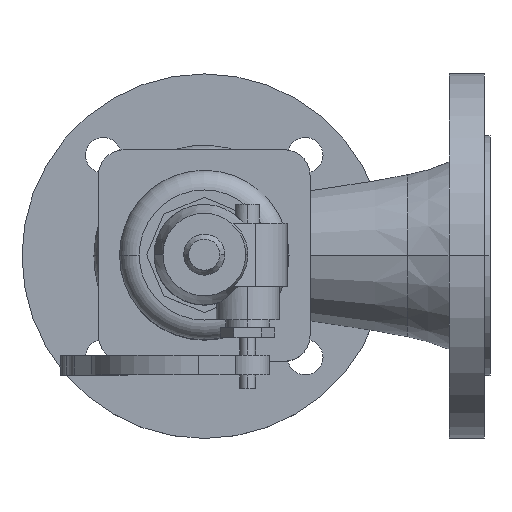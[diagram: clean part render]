
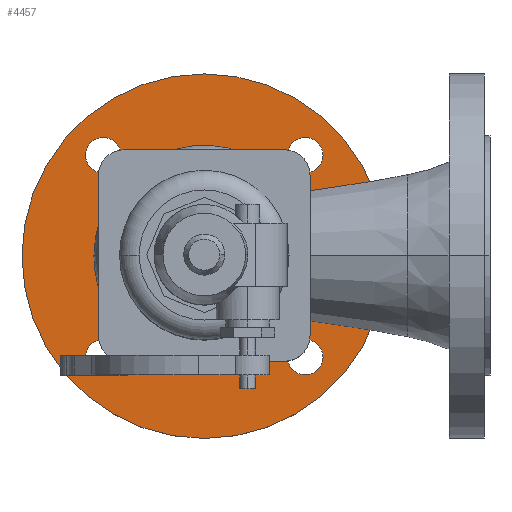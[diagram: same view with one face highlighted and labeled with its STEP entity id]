
A CAD part, top view. The second image highlights one B-rep face of the part: STEP entity #4457.
In plain terms, the highlighted planar face has unit normal (0, 0, 1).
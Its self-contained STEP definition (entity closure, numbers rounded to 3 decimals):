
#1811=CARTESIAN_POINT('',(-92.5,0.,20.8));
#1812=VERTEX_POINT('',#1811);
#1813=CARTESIAN_POINT('',(92.5,-0.,20.8));
#1814=VERTEX_POINT('',#1813);
#1815=CARTESIAN_POINT('',(0.,-0.,20.8));
#1816=DIRECTION('',(-0.,0.,-1.));
#1817=DIRECTION('',(-1.,0.,0.));
#1818=AXIS2_PLACEMENT_3D('',#1815,#1816,#1817);
#1819=CIRCLE('',#1818,92.5);
#1820=EDGE_CURVE('',#1812,#1814,#1819,.T.);
#1864=CARTESIAN_POINT('',(-47.5,-0.,20.8));
#1865=VERTEX_POINT('',#1864);
#1872=CARTESIAN_POINT('',(47.5,-0.,20.8));
#1873=VERTEX_POINT('',#1872);
#1874=CARTESIAN_POINT('',(0.,-0.,20.8));
#1875=DIRECTION('',(0.,0.,-1.));
#1876=DIRECTION('',(-1.,0.,0.));
#1877=AXIS2_PLACEMENT_3D('',#1874,#1875,#1876);
#1878=CIRCLE('',#1877,47.5);
#1879=EDGE_CURVE('',#1873,#1865,#1878,.T.);
#3758=CARTESIAN_POINT('',(42.265,51.265,20.8));
#3759=VERTEX_POINT('',#3758);
#3766=CARTESIAN_POINT('',(60.265,51.265,20.8));
#3767=VERTEX_POINT('',#3766);
#3768=CARTESIAN_POINT('',(51.265,51.265,20.8));
#3769=DIRECTION('',(0.,0.,-1.));
#3770=DIRECTION('',(1.,0.,0.));
#3771=AXIS2_PLACEMENT_3D('',#3768,#3769,#3770);
#3772=CIRCLE('',#3771,9.);
#3773=EDGE_CURVE('',#3767,#3759,#3772,.T.);
#3789=CARTESIAN_POINT('',(42.265,-51.265,20.8));
#3790=VERTEX_POINT('',#3789);
#3791=CARTESIAN_POINT('',(60.265,-51.265,20.8));
#3792=VERTEX_POINT('',#3791);
#3793=CARTESIAN_POINT('',(51.265,-51.265,20.8));
#3794=DIRECTION('',(0.,0.,-1.));
#3795=DIRECTION('',(1.,0.,0.));
#3796=AXIS2_PLACEMENT_3D('',#3793,#3794,#3795);
#3797=CIRCLE('',#3796,9.);
#3798=EDGE_CURVE('',#3790,#3792,#3797,.T.);
#3821=CARTESIAN_POINT('',(-60.265,-51.265,20.8));
#3822=VERTEX_POINT('',#3821);
#3823=CARTESIAN_POINT('',(-42.265,-51.265,20.8));
#3824=VERTEX_POINT('',#3823);
#3825=CARTESIAN_POINT('',(-51.265,-51.265,20.8));
#3826=DIRECTION('',(0.,0.,-1.));
#3827=DIRECTION('',(1.,0.,0.));
#3828=AXIS2_PLACEMENT_3D('',#3825,#3826,#3827);
#3829=CIRCLE('',#3828,9.);
#3830=EDGE_CURVE('',#3822,#3824,#3829,.T.);
#3853=CARTESIAN_POINT('',(-60.265,51.265,20.8));
#3854=VERTEX_POINT('',#3853);
#3855=CARTESIAN_POINT('',(-42.265,51.265,20.8));
#3856=VERTEX_POINT('',#3855);
#3857=CARTESIAN_POINT('',(-51.265,51.265,20.8));
#3858=DIRECTION('',(0.,0.,-1.));
#3859=DIRECTION('',(1.,0.,0.));
#3860=AXIS2_PLACEMENT_3D('',#3857,#3858,#3859);
#3861=CIRCLE('',#3860,9.);
#3862=EDGE_CURVE('',#3854,#3856,#3861,.T.);
#4392=CARTESIAN_POINT('',(-70.,0.,20.8));
#4393=DIRECTION('',(0.,-0.,1.));
#4394=DIRECTION('',(1.,-0.,-0.));
#4395=AXIS2_PLACEMENT_3D('',#4392,#4393,#4394);
#4396=PLANE('',#4395);
#4397=ORIENTED_EDGE('',*,*,#3862,.T.);
#4398=CARTESIAN_POINT('',(-51.265,51.265,20.8));
#4399=DIRECTION('',(0.,0.,-1.));
#4400=DIRECTION('',(1.,0.,0.));
#4401=AXIS2_PLACEMENT_3D('',#4398,#4399,#4400);
#4402=CIRCLE('',#4401,9.);
#4403=EDGE_CURVE('',#3856,#3854,#4402,.T.);
#4404=ORIENTED_EDGE('',*,*,#4403,.T.);
#4405=EDGE_LOOP('',(#4397,#4404));
#4406=FACE_BOUND('',#4405,.T.);
#4407=ORIENTED_EDGE('',*,*,#3830,.T.);
#4408=CARTESIAN_POINT('',(-51.265,-51.265,20.8));
#4409=DIRECTION('',(0.,0.,-1.));
#4410=DIRECTION('',(1.,0.,0.));
#4411=AXIS2_PLACEMENT_3D('',#4408,#4409,#4410);
#4412=CIRCLE('',#4411,9.);
#4413=EDGE_CURVE('',#3824,#3822,#4412,.T.);
#4414=ORIENTED_EDGE('',*,*,#4413,.T.);
#4415=EDGE_LOOP('',(#4407,#4414));
#4416=FACE_BOUND('',#4415,.T.);
#4417=ORIENTED_EDGE('',*,*,#3798,.T.);
#4418=CARTESIAN_POINT('',(51.265,-51.265,20.8));
#4419=DIRECTION('',(0.,0.,-1.));
#4420=DIRECTION('',(1.,0.,0.));
#4421=AXIS2_PLACEMENT_3D('',#4418,#4419,#4420);
#4422=CIRCLE('',#4421,9.);
#4423=EDGE_CURVE('',#3792,#3790,#4422,.T.);
#4424=ORIENTED_EDGE('',*,*,#4423,.T.);
#4425=EDGE_LOOP('',(#4417,#4424));
#4426=FACE_BOUND('',#4425,.T.);
#4427=CARTESIAN_POINT('',(51.265,51.265,20.8));
#4428=DIRECTION('',(0.,0.,-1.));
#4429=DIRECTION('',(1.,0.,0.));
#4430=AXIS2_PLACEMENT_3D('',#4427,#4428,#4429);
#4431=CIRCLE('',#4430,9.);
#4432=EDGE_CURVE('',#3759,#3767,#4431,.T.);
#4433=ORIENTED_EDGE('',*,*,#4432,.T.);
#4434=ORIENTED_EDGE('',*,*,#3773,.T.);
#4435=EDGE_LOOP('',(#4433,#4434));
#4436=FACE_BOUND('',#4435,.T.);
#4437=CARTESIAN_POINT('',(0.,-0.,20.8));
#4438=DIRECTION('',(0.,0.,-1.));
#4439=DIRECTION('',(-1.,0.,0.));
#4440=AXIS2_PLACEMENT_3D('',#4437,#4438,#4439);
#4441=CIRCLE('',#4440,47.5);
#4442=EDGE_CURVE('',#1865,#1873,#4441,.T.);
#4443=ORIENTED_EDGE('',*,*,#4442,.T.);
#4444=ORIENTED_EDGE('',*,*,#1879,.T.);
#4445=EDGE_LOOP('',(#4443,#4444));
#4446=FACE_BOUND('',#4445,.T.);
#4447=ORIENTED_EDGE('',*,*,#1820,.F.);
#4448=CARTESIAN_POINT('',(0.,-0.,20.8));
#4449=DIRECTION('',(-0.,0.,-1.));
#4450=DIRECTION('',(-1.,0.,0.));
#4451=AXIS2_PLACEMENT_3D('',#4448,#4449,#4450);
#4452=CIRCLE('',#4451,92.5);
#4453=EDGE_CURVE('',#1814,#1812,#4452,.T.);
#4454=ORIENTED_EDGE('',*,*,#4453,.F.);
#4455=EDGE_LOOP('',(#4447,#4454));
#4456=FACE_BOUND('',#4455,.T.);
#4457=ADVANCED_FACE('',(#4406,#4416,#4426,#4436,#4446,#4456),#4396,.T.);
